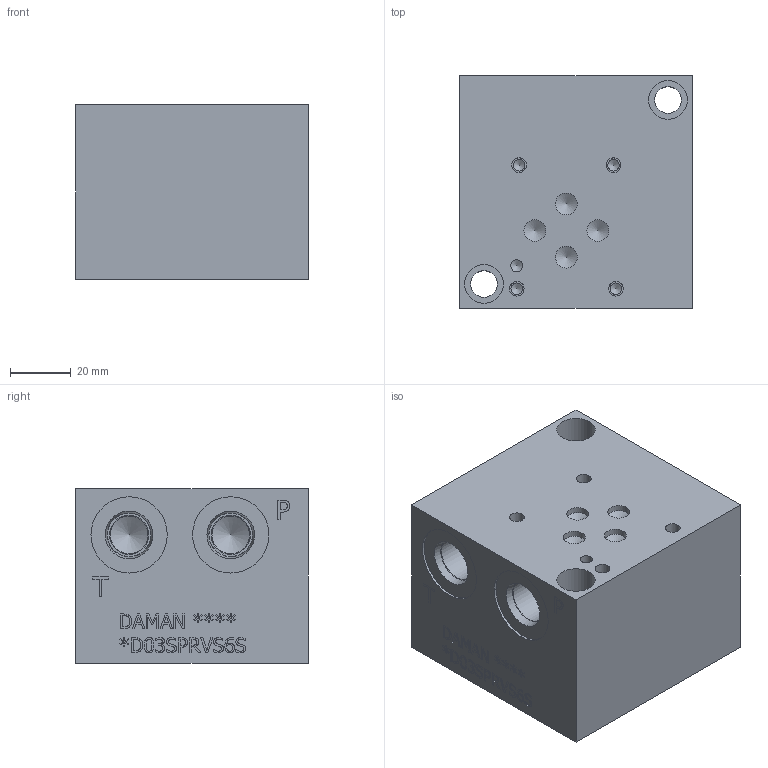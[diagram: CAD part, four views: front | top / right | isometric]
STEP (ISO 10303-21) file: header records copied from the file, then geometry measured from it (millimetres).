
FILE_DESCRIPTION(/* description */ (''),/* implementation_level */ '2;1');
FILE_NAME(/* name */ '_D03SPRVS6S.stp',/* time_stamp */ '2021-12-10T13:33:43-05:00',/* author */ ('bobbyh'),/* organization */ (''),/* preprocessor_version */ 'ST-DEVELOPER v18',/* originating_system */ 'Autodesk Inventor 2020',/* authorisation */ '');
FILE_SCHEMA (('AUTOMOTIVE_DESIGN { 1 0 10303 214 3 1 1 }'));
Length unit declared in the file: millimetre
Products named in the file (1): Part__D03SPRVS6S_3D
Bounding box: 76.2 x 76.2 x 57.15 mm (x, y, z)
Volume: 286350 mm3; surface area: 41852 mm2
Topology: 1 solids, 1 shells, 562 faces, 1546 edges, 1044 vertices
Faces by surface type: plane 314, bspline 159, cylinder 53, cone 36
Full cylindrical faces by diameter (mm): 3.785 x4, 3.962 x1, 4.826 x4, 7.137 x4, 8.738 x2, 12.294 x5, 12.7 x2, 12.9 x1, 12.903 x4, 13.487 x1, 14.275 x6, 14.529 x6, 17.45 x1, 18.542 x1, 19.99 x1, 20.625 x1, 21.819 x1, 25.019 x6
Entity records: 19141 total; most frequent: CARTESIAN_POINT 5270, ORIENTED_EDGE 3062, DIRECTION 2211, EDGE_CURVE 1531, VERTEX_POINT 1044, LINE 1001, VECTOR 1001, EDGE_LOOP 641
